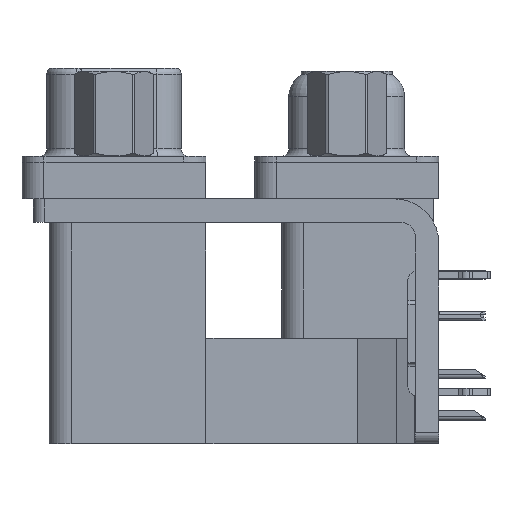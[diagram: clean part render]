
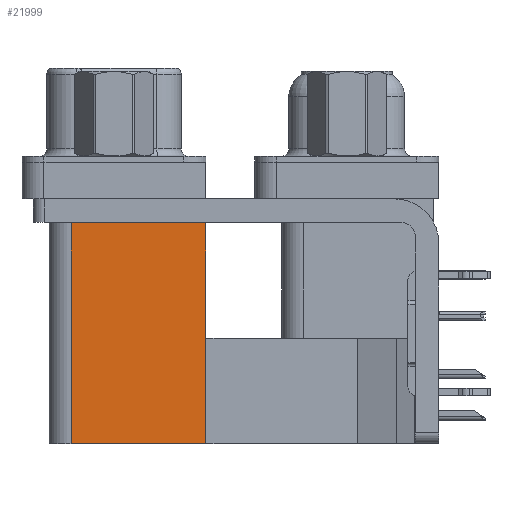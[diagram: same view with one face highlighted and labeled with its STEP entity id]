
A CAD part, left-side view. The second image highlights one B-rep face of the part: STEP entity #21999.
In plain terms, the highlighted planar face has unit normal (-1, 0, 0).
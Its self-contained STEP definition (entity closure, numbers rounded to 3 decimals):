
#1531 = VECTOR ( 'NONE', #8444, 1000. ) ;
#2451 = ORIENTED_EDGE ( 'NONE', *, *, #33321, .T. ) ;
#6078 = EDGE_CURVE ( 'NONE', #28697, #37292, #28409, .T. ) ;
#6361 = LINE ( 'NONE', #30350, #27372 ) ;
#6667 = FACE_OUTER_BOUND ( 'NONE', #16728, .T. ) ;
#8444 = DIRECTION ( 'NONE',  ( 0., 1., 0. ) ) ;
#10206 = DIRECTION ( 'NONE',  ( 0., 1., 0. ) ) ;
#10273 = PLANE ( 'NONE',  #11983 ) ;
#10706 = DIRECTION ( 'NONE',  ( 0., 0., -1. ) ) ;
#11983 = AXIS2_PLACEMENT_3D ( 'NONE', #38300, #20271, #10706 ) ;
#12076 = CARTESIAN_POINT ( 'NONE',  ( 3.79, 18.8, -19.2 ) ) ;
#15210 = VECTOR ( 'NONE', #15229, 1000. ) ;
#15229 = DIRECTION ( 'NONE',  ( 0., 0., 1. ) ) ;
#15467 = CARTESIAN_POINT ( 'NONE',  ( 3.79, 9.6, -19.2 ) ) ;
#16728 = EDGE_LOOP ( 'NONE', ( #2451, #36493, #19985, #36721 ) ) ;
#18417 = CARTESIAN_POINT ( 'NONE',  ( 3.79, 18.8, -19.2 ) ) ;
#19985 = ORIENTED_EDGE ( 'NONE', *, *, #6078, .F. ) ;
#20271 = DIRECTION ( 'NONE',  ( 1., 0., 0. ) ) ;
#21999 = ADVANCED_FACE ( 'NONE', ( #6667 ), #10273, .F. ) ;
#23935 = EDGE_CURVE ( 'NONE', #28697, #41658, #35737, .T. ) ;
#24438 = CARTESIAN_POINT ( 'NONE',  ( 3.79, 9.6, -2.5 ) ) ;
#25279 = VERTEX_POINT ( 'NONE', #33440 ) ;
#25630 = LINE ( 'NONE', #18417, #15210 ) ;
#27372 = VECTOR ( 'NONE', #10206, 1000. ) ;
#28409 = LINE ( 'NONE', #15467, #1531 ) ;
#28537 = CARTESIAN_POINT ( 'NONE',  ( 3.79, 9.6, -19.2 ) ) ;
#28697 = VERTEX_POINT ( 'NONE', #30648 ) ;
#28760 = VECTOR ( 'NONE', #42524, 1000. ) ;
#28959 = EDGE_CURVE ( 'NONE', #37292, #25279, #25630, .T. ) ;
#30350 = CARTESIAN_POINT ( 'NONE',  ( 3.79, 9.6, -2.5 ) ) ;
#30648 = CARTESIAN_POINT ( 'NONE',  ( 3.79, 9.6, -19.2 ) ) ;
#33321 = EDGE_CURVE ( 'NONE', #41658, #25279, #6361, .T. ) ;
#33440 = CARTESIAN_POINT ( 'NONE',  ( 3.79, 18.8, -2.5 ) ) ;
#35737 = LINE ( 'NONE', #28537, #28760 ) ;
#36493 = ORIENTED_EDGE ( 'NONE', *, *, #28959, .F. ) ;
#36721 = ORIENTED_EDGE ( 'NONE', *, *, #23935, .T. ) ;
#37292 = VERTEX_POINT ( 'NONE', #12076 ) ;
#38300 = CARTESIAN_POINT ( 'NONE',  ( 3.79, 9.6, -19.2 ) ) ;
#41658 = VERTEX_POINT ( 'NONE', #24438 ) ;
#42524 = DIRECTION ( 'NONE',  ( 0., 0., 1. ) ) ;
